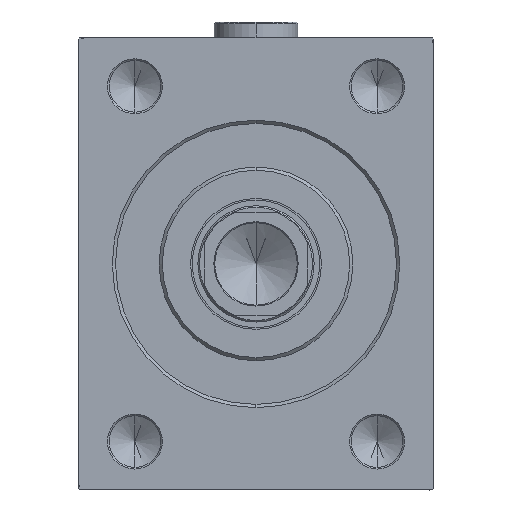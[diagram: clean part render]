
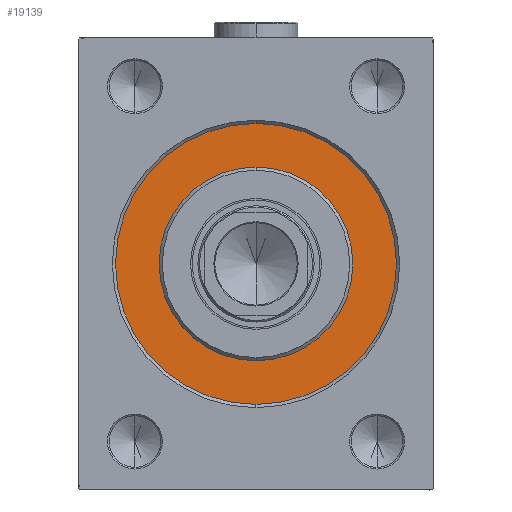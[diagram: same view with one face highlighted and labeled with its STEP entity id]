
A CAD part, left-side view. The second image highlights one B-rep face of the part: STEP entity #19139.
In plain terms, the highlighted face is planar.
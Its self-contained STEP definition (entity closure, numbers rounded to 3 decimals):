
#3389 = DIRECTION ( 'NONE',  ( 0., 0., 1. ) ) ;
#3394 = PLANE ( 'NONE',  #42695 ) ;
#3919 = DIRECTION ( 'NONE',  ( 0., 0., 1. ) ) ;
#3956 = AXIS2_PLACEMENT_3D ( 'NONE', #27352, #30335, #41404 ) ;
#4802 = CARTESIAN_POINT ( 'NONE',  ( 0., 0., -43.5 ) ) ;
#6114 = CIRCLE ( 'NONE', #6892, 43.5 ) ;
#6738 = CARTESIAN_POINT ( 'NONE',  ( 0., 0., 43.5 ) ) ;
#6892 = AXIS2_PLACEMENT_3D ( 'NONE', #22336, #18173, #3919 ) ;
#8002 = CIRCLE ( 'NONE', #33748, 30. ) ;
#8367 = AXIS2_PLACEMENT_3D ( 'NONE', #31675, #25007, #3389 ) ;
#8490 = EDGE_LOOP ( 'NONE', ( #19190, #18531 ) ) ;
#10065 = FACE_OUTER_BOUND ( 'NONE', #8490, .T. ) ;
#10610 = EDGE_CURVE ( 'NONE', #36378, #34238, #8002, .T. ) ;
#17007 = CARTESIAN_POINT ( 'NONE',  ( 0., 0., -30. ) ) ;
#18173 = DIRECTION ( 'NONE',  ( -1., 0., 0. ) ) ;
#18531 = ORIENTED_EDGE ( 'NONE', *, *, #38678, .F. ) ;
#19139 = ADVANCED_FACE ( 'NONE', ( #27559, #10065 ), #3394, .F. ) ;
#19190 = ORIENTED_EDGE ( 'NONE', *, *, #42725, .F. ) ;
#19767 = CARTESIAN_POINT ( 'NONE',  ( 0., 0., 30. ) ) ;
#20853 = CIRCLE ( 'NONE', #3956, 30. ) ;
#21057 = CARTESIAN_POINT ( 'NONE',  ( 0., 0., 0. ) ) ;
#21149 = EDGE_LOOP ( 'NONE', ( #27888, #42590 ) ) ;
#22336 = CARTESIAN_POINT ( 'NONE',  ( 0., 0., 0. ) ) ;
#24636 = VERTEX_POINT ( 'NONE', #4802 ) ;
#25007 = DIRECTION ( 'NONE',  ( -1., 0., 0. ) ) ;
#27352 = CARTESIAN_POINT ( 'NONE',  ( 0., 0., 0. ) ) ;
#27559 = FACE_BOUND ( 'NONE', #21149, .T. ) ;
#27780 = DIRECTION ( 'NONE',  ( 0., 0., 1. ) ) ;
#27888 = ORIENTED_EDGE ( 'NONE', *, *, #10610, .F. ) ;
#29968 = EDGE_CURVE ( 'NONE', #34238, #36378, #20853, .T. ) ;
#30335 = DIRECTION ( 'NONE',  ( 1., 0., 0. ) ) ;
#30776 = CARTESIAN_POINT ( 'NONE',  ( 0., 0., 0. ) ) ;
#31425 = VERTEX_POINT ( 'NONE', #6738 ) ;
#31675 = CARTESIAN_POINT ( 'NONE',  ( 0., 0., 0. ) ) ;
#32599 = CIRCLE ( 'NONE', #8367, 43.5 ) ;
#33748 = AXIS2_PLACEMENT_3D ( 'NONE', #21057, #41996, #38321 ) ;
#34238 = VERTEX_POINT ( 'NONE', #17007 ) ;
#36378 = VERTEX_POINT ( 'NONE', #19767 ) ;
#38321 = DIRECTION ( 'NONE',  ( 0., 0., -1. ) ) ;
#38678 = EDGE_CURVE ( 'NONE', #31425, #24636, #32599, .T. ) ;
#41404 = DIRECTION ( 'NONE',  ( 0., 0., -1. ) ) ;
#41996 = DIRECTION ( 'NONE',  ( 1., 0., 0. ) ) ;
#42590 = ORIENTED_EDGE ( 'NONE', *, *, #29968, .F. ) ;
#42695 = AXIS2_PLACEMENT_3D ( 'NONE', #30776, #45502, #27780 ) ;
#42725 = EDGE_CURVE ( 'NONE', #24636, #31425, #6114, .T. ) ;
#45502 = DIRECTION ( 'NONE',  ( -1., 0., 0. ) ) ;
